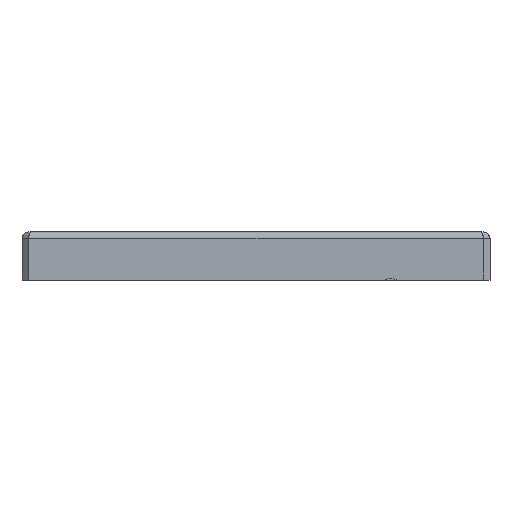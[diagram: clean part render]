
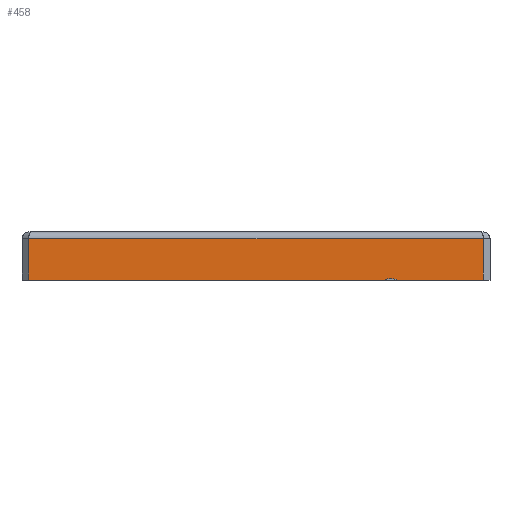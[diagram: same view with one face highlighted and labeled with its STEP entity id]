
A CAD part, front view. The second image highlights one B-rep face of the part: STEP entity #458.
In plain terms, the highlighted planar face has unit normal (0, -1, 0).
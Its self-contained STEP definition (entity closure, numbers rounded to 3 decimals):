
#187 = VERTEX_POINT('',#188);
#188 = CARTESIAN_POINT('',(-34.,-55.5,6.2));
#236 = EDGE_CURVE('',#187,#237,#239,.T.);
#237 = VERTEX_POINT('',#238);
#238 = CARTESIAN_POINT('',(34.,-55.5,6.2));
#239 = LINE('',#240,#241);
#240 = CARTESIAN_POINT('',(-34.,-55.5,6.2));
#241 = VECTOR('',#242,1.);
#242 = DIRECTION('',(1.,0.,0.));
#416 = EDGE_CURVE('',#417,#187,#419,.T.);
#417 = VERTEX_POINT('',#418);
#418 = CARTESIAN_POINT('',(-34.,-55.5,0.));
#419 = LINE('',#420,#421);
#420 = CARTESIAN_POINT('',(-34.,-55.5,0.));
#421 = VECTOR('',#422,1.);
#422 = DIRECTION('',(0.,0.,1.));
#458 = ADVANCED_FACE('',(#459),#494,.F.);
#459 = FACE_BOUND('',#460,.F.);
#460 = EDGE_LOOP('',(#461,#462,#463,#471,#479,#488));
#461 = ORIENTED_EDGE('',*,*,#416,.T.);
#462 = ORIENTED_EDGE('',*,*,#236,.T.);
#463 = ORIENTED_EDGE('',*,*,#464,.F.);
#464 = EDGE_CURVE('',#465,#237,#467,.T.);
#465 = VERTEX_POINT('',#466);
#466 = CARTESIAN_POINT('',(34.,-55.5,0.));
#467 = LINE('',#468,#469);
#468 = CARTESIAN_POINT('',(34.,-55.5,0.));
#469 = VECTOR('',#470,1.);
#470 = DIRECTION('',(0.,0.,1.));
#471 = ORIENTED_EDGE('',*,*,#472,.F.);
#472 = EDGE_CURVE('',#473,#465,#475,.T.);
#473 = VERTEX_POINT('',#474);
#474 = CARTESIAN_POINT('',(21.142,-55.5,0.));
#475 = LINE('',#476,#477);
#476 = CARTESIAN_POINT('',(-35.,-55.5,0.));
#477 = VECTOR('',#478,1.);
#478 = DIRECTION('',(1.,0.,0.));
#479 = ORIENTED_EDGE('',*,*,#480,.T.);
#480 = EDGE_CURVE('',#473,#481,#483,.T.);
#481 = VERTEX_POINT('',#482);
#482 = CARTESIAN_POINT('',(19.118,-55.5,0.));
#483 = CIRCLE('',#484,2.6);
#484 = AXIS2_PLACEMENT_3D('',#485,#486,#487);
#485 = CARTESIAN_POINT('',(20.13,-55.5,-2.395));
#486 = DIRECTION('',(0.,-1.,0.));
#487 = DIRECTION('',(1.,0.,0.));
#488 = ORIENTED_EDGE('',*,*,#489,.F.);
#489 = EDGE_CURVE('',#417,#481,#490,.T.);
#490 = LINE('',#491,#492);
#491 = CARTESIAN_POINT('',(-35.,-55.5,0.));
#492 = VECTOR('',#493,1.);
#493 = DIRECTION('',(1.,0.,0.));
#494 = PLANE('',#495);
#495 = AXIS2_PLACEMENT_3D('',#496,#497,#498);
#496 = CARTESIAN_POINT('',(-35.,-55.5,0.));
#497 = DIRECTION('',(0.,1.,0.));
#498 = DIRECTION('',(1.,0.,0.));
